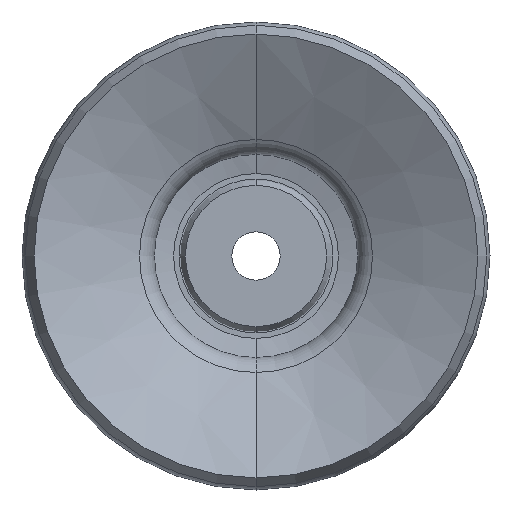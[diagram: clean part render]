
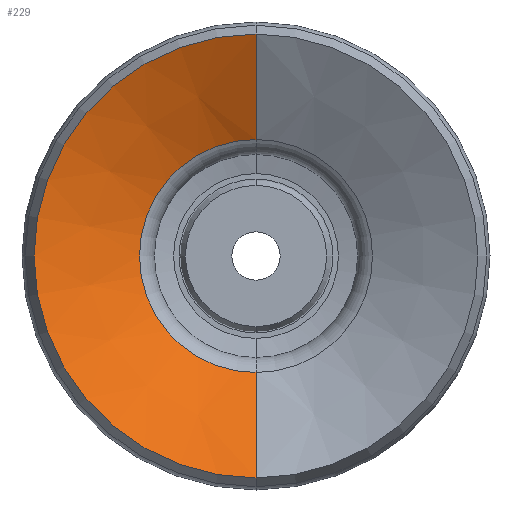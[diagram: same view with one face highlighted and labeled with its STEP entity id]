
A CAD part, front view. The second image highlights one B-rep face of the part: STEP entity #229.
In plain terms, the highlighted conical face has half-angle 62.11 degrees and reference radius 10.607 mm.
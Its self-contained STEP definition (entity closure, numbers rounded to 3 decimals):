
#229=ADVANCED_FACE('',(#564),#565,.F.);
#564=FACE_OUTER_BOUND('',#1020,.T.);
#565=CONICAL_SURFACE('',#1021,10.607,1.084);
#1020=EDGE_LOOP('',(#5348,#5349,#5350,#5351));
#1021=AXIS2_PLACEMENT_3D('',#5352,#5353,#5354);
#5348=ORIENTED_EDGE('',*,*,#6320,.T.);
#5349=ORIENTED_EDGE('',*,*,#6392,.T.);
#5350=ORIENTED_EDGE('',*,*,#6393,.F.);
#5351=ORIENTED_EDGE('',*,*,#6394,.F.);
#5352=CARTESIAN_POINT('',(0.0,-40.92,0.0));
#5353=DIRECTION('',(0.0,-1.0,-0.0));
#5354=DIRECTION('',(0.0,0.0,-1.0));
#6320=EDGE_CURVE('',#6811,#6815,#6817,.T.);
#6392=EDGE_CURVE('',#6815,#6922,#6923,.T.);
#6393=EDGE_CURVE('',#6924,#6922,#6925,.T.);
#6394=EDGE_CURVE('',#6811,#6924,#6926,.T.);
#6811=VERTEX_POINT('',#7480);
#6815=VERTEX_POINT('',#7484);
#6817=CIRCLE('',#7486,10.607);
#6922=VERTEX_POINT('',#8043);
#6923=LINE('',#8044,#8045);
#6924=VERTEX_POINT('',#8046);
#6925=CIRCLE('',#8047,20.205);
#6926=LINE('',#8048,#8049);
#7480=CARTESIAN_POINT('',(0.0,-40.92,-10.607));
#7484=CARTESIAN_POINT('',(0.,-40.92,10.607));
#7486=AXIS2_PLACEMENT_3D('',#9882,#9883,#9884);
#8043=CARTESIAN_POINT('',(0.0,-46.0,20.205));
#8044=CARTESIAN_POINT('',(0.,-40.92,10.607));
#8045=VECTOR('',#9989,1000.0);
#8046=CARTESIAN_POINT('',(0.,-46.0,-20.205));
#8047=AXIS2_PLACEMENT_3D('',#9990,#9991,#9992);
#8048=CARTESIAN_POINT('',(0.0,-40.92,-10.607));
#8049=VECTOR('',#9993,1000.0);
#9882=CARTESIAN_POINT('',(0.0,-40.92,0.0));
#9883=DIRECTION('',(0.0,1.0,0.0));
#9884=DIRECTION('',(0.0,0.0,1.0));
#9989=DIRECTION('',(0.,-0.468,0.884));
#9990=CARTESIAN_POINT('',(0.0,-46.0,0.0));
#9991=DIRECTION('',(0.0,1.0,0.0));
#9992=DIRECTION('',(0.0,0.0,1.0));
#9993=DIRECTION('',(0.0,-0.468,-0.884));
